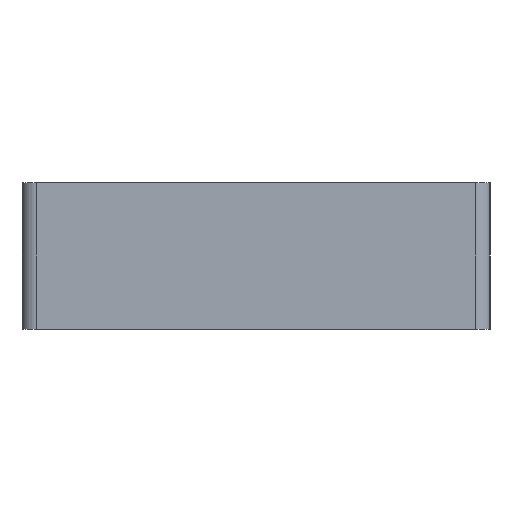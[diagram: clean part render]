
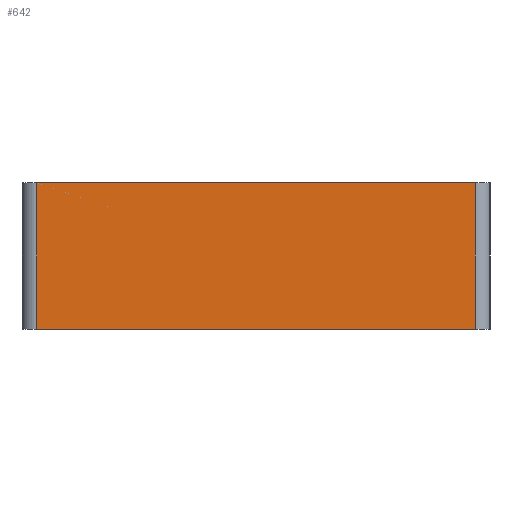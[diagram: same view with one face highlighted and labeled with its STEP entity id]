
A CAD part, left-side view. The second image highlights one B-rep face of the part: STEP entity #642.
In plain terms, the highlighted planar face has unit normal (-1, 0, 0).
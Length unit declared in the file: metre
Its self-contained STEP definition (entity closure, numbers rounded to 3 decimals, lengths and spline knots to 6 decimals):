
#124=ORIENTED_EDGE('',*,*,#301,.F.);
#125=ORIENTED_EDGE('',*,*,#302,.F.);
#126=ORIENTED_EDGE('',*,*,#303,.T.);
#127=ORIENTED_EDGE('',*,*,#299,.T.);
#299=EDGE_CURVE('',#381,#380,#444,.T.);
#301=EDGE_CURVE('',#382,#380,#445,.T.);
#302=EDGE_CURVE('',#383,#382,#446,.T.);
#303=EDGE_CURVE('',#383,#381,#447,.T.);
#380=VERTEX_POINT('',#1033);
#381=VERTEX_POINT('',#1035);
#382=VERTEX_POINT('',#1039);
#383=VERTEX_POINT('',#1041);
#444=LINE('',#1034,#508);
#445=LINE('',#1038,#509);
#446=LINE('',#1040,#510);
#447=LINE('',#1042,#511);
#508=VECTOR('',#835,1.);
#509=VECTOR('',#840,1.);
#510=VECTOR('',#841,1.);
#511=VECTOR('',#842,1.);
#556=EDGE_LOOP('',(#124,#125,#126,#127));
#590=FACE_BOUND('',#556,.T.);
#616=PLANE('',#705);
#642=ADVANCED_FACE('',(#590),#616,.T.);
#705=AXIS2_PLACEMENT_3D('',#1037,#838,#839);
#835=DIRECTION('',(0.,0.,-1.));
#838=DIRECTION('',(-1.,0.,0.));
#839=DIRECTION('',(0.,0.,1.));
#840=DIRECTION('',(0.,1.,0.));
#841=DIRECTION('',(0.,0.,-1.));
#842=DIRECTION('',(0.,1.,0.));
#1033=CARTESIAN_POINT('',(-0.0315,0.0075,0.));
#1034=CARTESIAN_POINT('',(-0.0315,0.0075,0.005));
#1035=CARTESIAN_POINT('',(-0.0315,0.0075,0.005));
#1037=CARTESIAN_POINT('',(-0.0315,0.,0.005));
#1038=CARTESIAN_POINT('',(-0.0315,0.,0.));
#1039=CARTESIAN_POINT('',(-0.0315,-0.0075,0.));
#1040=CARTESIAN_POINT('',(-0.0315,-0.0075,0.005));
#1041=CARTESIAN_POINT('',(-0.0315,-0.0075,0.005));
#1042=CARTESIAN_POINT('',(-0.0315,0.,0.005));
